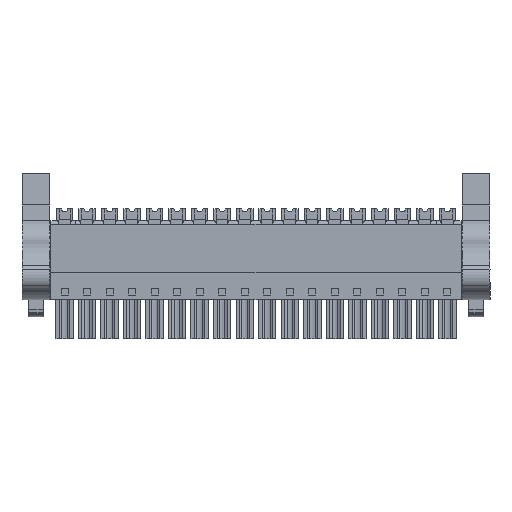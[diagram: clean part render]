
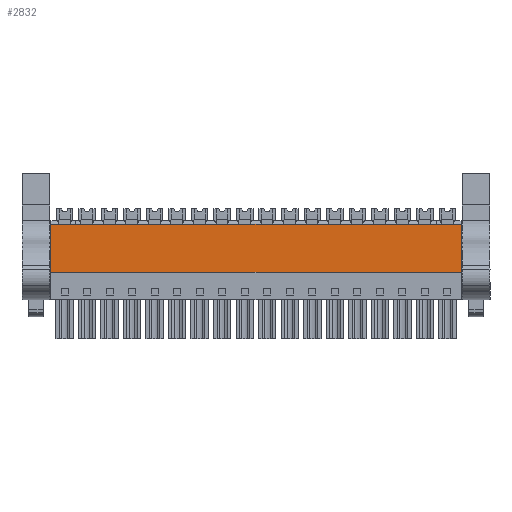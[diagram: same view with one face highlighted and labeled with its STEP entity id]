
A CAD part, front view. The second image highlights one B-rep face of the part: STEP entity #2832.
In plain terms, the highlighted planar face has unit normal (0, -1, 0).
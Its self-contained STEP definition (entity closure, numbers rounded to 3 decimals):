
#2812=AXIS2_PLACEMENT_3D('Plane Axis2P3D',#2809,#2810,#2811) ;
#77=CARTESIAN_POINT('Vertex',(4.9,2.029,11.25)) ;
#80=CARTESIAN_POINT('Line Origine',(4.9,2.029,15.325)) ;
#84=CARTESIAN_POINT('Vertex',(4.9,2.029,19.4)) ;
#2794=CARTESIAN_POINT('Vertex',(74.27,2.029,11.25)) ;
#2797=CARTESIAN_POINT('Line Origine',(39.585,2.029,11.25)) ;
#2809=CARTESIAN_POINT('Axis2P3D Location',(58.14,2.029,19.4)) ;
#2814=CARTESIAN_POINT('Line Origine',(74.27,2.029,15.325)) ;
#2818=CARTESIAN_POINT('Vertex',(74.27,2.029,19.4)) ;
#2821=CARTESIAN_POINT('Line Origine',(39.585,2.029,19.4)) ;
#81=DIRECTION('Vector Direction',(0.,0.,1.)) ;
#2798=DIRECTION('Vector Direction',(1.,0.,0.)) ;
#2810=DIRECTION('Axis2P3D Direction',(0.,-1.,0.)) ;
#2811=DIRECTION('Axis2P3D XDirection',(0.,0.,-1.)) ;
#2815=DIRECTION('Vector Direction',(0.,0.,-1.)) ;
#2822=DIRECTION('Vector Direction',(1.,0.,0.)) ;
#82=VECTOR('Line Direction',#81,1.) ;
#2799=VECTOR('Line Direction',#2798,1.) ;
#2816=VECTOR('Line Direction',#2815,1.) ;
#2823=VECTOR('Line Direction',#2822,1.) ;
#2827=ORIENTED_EDGE('',*,*,#2801,.T.) ;
#2828=ORIENTED_EDGE('',*,*,#2820,.F.) ;
#2829=ORIENTED_EDGE('',*,*,#2825,.F.) ;
#2830=ORIENTED_EDGE('',*,*,#86,.F.) ;
#2832=ADVANCED_FACE('HOUSING',(#2831),#2813,.T.) ;
#86=EDGE_CURVE('',#78,#85,#83,.T.) ;
#2801=EDGE_CURVE('',#78,#2795,#2800,.T.) ;
#2820=EDGE_CURVE('',#2819,#2795,#2817,.T.) ;
#2825=EDGE_CURVE('',#85,#2819,#2824,.T.) ;
#2826=EDGE_LOOP('',(#2827,#2828,#2829,#2830)) ;
#2831=FACE_OUTER_BOUND('',#2826,.T.) ;
#83=LINE('Line',#80,#82) ;
#2800=LINE('Line',#2797,#2799) ;
#2817=LINE('Line',#2814,#2816) ;
#2824=LINE('Line',#2821,#2823) ;
#2813=PLANE('',#2812) ;
#78=VERTEX_POINT('',#77) ;
#85=VERTEX_POINT('',#84) ;
#2795=VERTEX_POINT('',#2794) ;
#2819=VERTEX_POINT('',#2818) ;
